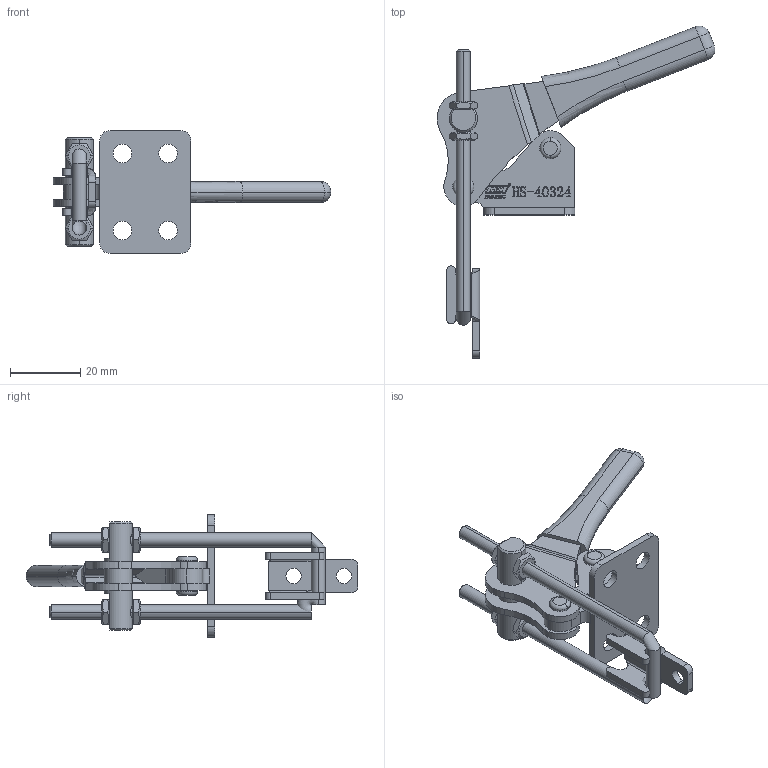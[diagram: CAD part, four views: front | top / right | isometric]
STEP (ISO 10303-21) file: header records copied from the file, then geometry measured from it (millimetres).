
FILE_DESCRIPTION (( 'STEP AP203' ), '1' );
FILE_NAME ('HS-40324 装配体.STEP', '2018-12-07T06:52:25', ( 'PCOS' ), ( '微软中国' ), 'SwSTEP 2.0', 'SolidWorks 2012', '' );
FILE_SCHEMA (( 'CONFIG_CONTROL_DESIGN' ));
Length unit declared in the file: millimetre
Products named in the file (11): HS-40324 蚾饜极; hex thin nuts-grades ab-chamfered gb_GB_FASTENER_NUT_STNAB M4-N; 种粣; 挴裝; 种2; 种1; 忒梟酘; 忒梟衵; 忒參; 縐諶; 菁釱
Assembly tree (13 placements, depth 2):
  HS-40324 蚾饜极
    菁釱
    縐諶
    忒參
    忒梟衵
    忒梟酘
    种1
    种2
    挴裝
    种粣
    hex thin nuts-grades ab-chamfered gb_GB_FASTENER_NUT_STNAB M4-N  x4
Bounding box: 79.08 x 94.47 x 35 mm (x, y, z)
Volume: 13791.7 mm3; surface area: 13500.9 mm2
Topology: 13 solids, 13 shells, 656 faces, 1697 edges, 1090 vertices
Faces by surface type: plane 307, cylinder 147, bspline 145, cone 39, torus 14, sphere 4
Entity records: 25526 total; most frequent: CARTESIAN_POINT 10242, ORIENTED_EDGE 3138, DIRECTION 2495, EDGE_CURVE 1569, VERTEX_POINT 1018, VECTOR 929, LINE 929, AXIS2_PLACEMENT_3D 783
